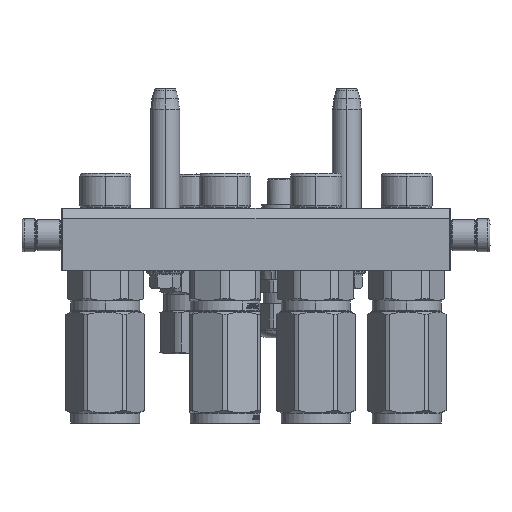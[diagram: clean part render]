
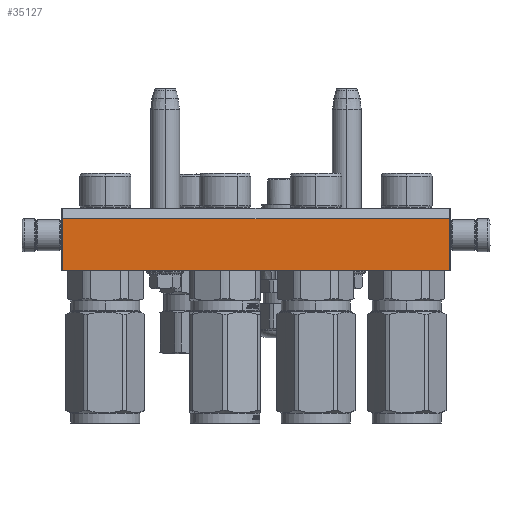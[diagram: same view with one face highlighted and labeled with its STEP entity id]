
A CAD part, left-side view. The second image highlights one B-rep face of the part: STEP entity #35127.
In plain terms, the highlighted face is planar.
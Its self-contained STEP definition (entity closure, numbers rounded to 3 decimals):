
#3463 = AXIS2_PLACEMENT_3D ( 'NONE', #16225, #51805, #45434 ) ;
#3547 = ORIENTED_EDGE ( 'NONE', *, *, #47931, .F. ) ;
#10957 = CARTESIAN_POINT ( 'NONE',  ( 93.5, -10., -45. ) ) ;
#11037 = CARTESIAN_POINT ( 'NONE',  ( -93.5, -10., -45. ) ) ;
#13926 = CARTESIAN_POINT ( 'NONE',  ( -93.5, -10., -45. ) ) ;
#15877 = CARTESIAN_POINT ( 'NONE',  ( -93.5, 15., -45. ) ) ;
#16225 = CARTESIAN_POINT ( 'NONE',  ( 94., -15., -45. ) ) ;
#19461 = CARTESIAN_POINT ( 'NONE',  ( 93.5, 15., -45. ) ) ;
#22869 = EDGE_CURVE ( 'NONE', #22892, #35989, #61397, .T. ) ;
#22892 = VERTEX_POINT ( 'NONE', #37526 ) ;
#25312 = LINE ( 'NONE', #46020, #63735 ) ;
#28747 = VECTOR ( 'NONE', #45895, 1000. ) ;
#28898 = DIRECTION ( 'NONE',  ( 0., 1., 0. ) ) ;
#34504 = DIRECTION ( 'NONE',  ( -1., 0., 0. ) ) ;
#34833 = ORIENTED_EDGE ( 'NONE', *, *, #46843, .F. ) ;
#35127 = ADVANCED_FACE ( 'NONE', ( #68613 ), #68663, .T. ) ;
#35989 = VERTEX_POINT ( 'NONE', #56496 ) ;
#37526 = CARTESIAN_POINT ( 'NONE',  ( -93.5, -10., -45. ) ) ;
#39635 = ORIENTED_EDGE ( 'NONE', *, *, #61753, .T. ) ;
#45434 = DIRECTION ( 'NONE',  ( -1., 0., 0. ) ) ;
#45865 = VECTOR ( 'NONE', #59708, 1000. ) ;
#45895 = DIRECTION ( 'NONE',  ( 0., 1., 0. ) ) ;
#46020 = CARTESIAN_POINT ( 'NONE',  ( 93.5, 15., -45. ) ) ;
#46843 = EDGE_CURVE ( 'NONE', #35989, #62970, #59335, .T. ) ;
#47931 = EDGE_CURVE ( 'NONE', #62970, #64729, #25312, .T. ) ;
#51805 = DIRECTION ( 'NONE',  ( 0., 0., -1. ) ) ;
#54422 = LINE ( 'NONE', #11037, #28747 ) ;
#56496 = CARTESIAN_POINT ( 'NONE',  ( 93.5, -10., -45. ) ) ;
#59335 = LINE ( 'NONE', #10957, #62025 ) ;
#59606 = ORIENTED_EDGE ( 'NONE', *, *, #22869, .F. ) ;
#59708 = DIRECTION ( 'NONE',  ( 1., 0., 0. ) ) ;
#61397 = LINE ( 'NONE', #13926, #45865 ) ;
#61753 = EDGE_CURVE ( 'NONE', #22892, #64729, #54422, .T. ) ;
#62025 = VECTOR ( 'NONE', #28898, 1000. ) ;
#62970 = VERTEX_POINT ( 'NONE', #19461 ) ;
#63735 = VECTOR ( 'NONE', #34504, 1000. ) ;
#64729 = VERTEX_POINT ( 'NONE', #15877 ) ;
#68613 = FACE_OUTER_BOUND ( 'NONE', #72856, .T. ) ;
#68663 = PLANE ( 'NONE',  #3463 ) ;
#72856 = EDGE_LOOP ( 'NONE', ( #3547, #34833, #59606, #39635 ) ) ;
